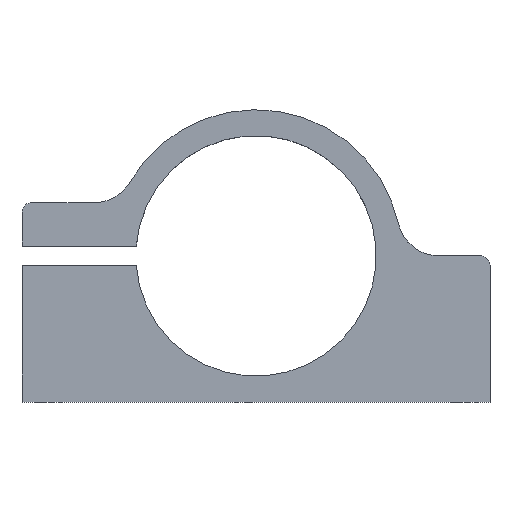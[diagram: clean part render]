
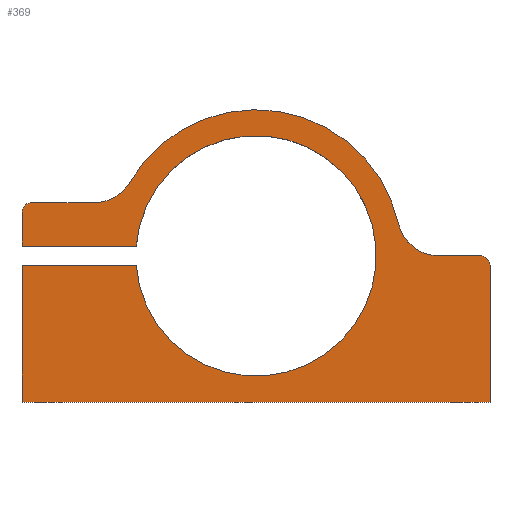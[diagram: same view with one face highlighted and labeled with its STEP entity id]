
A CAD part, top view. The second image highlights one B-rep face of the part: STEP entity #369.
In plain terms, the highlighted planar face has unit normal (0, 0, 1).
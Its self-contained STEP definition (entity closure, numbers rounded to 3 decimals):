
#30=PLANE('',#425);
#45=FACE_OUTER_BOUND('',#70,.T.);
#70=EDGE_LOOP('',(#316,#317,#318,#319,#320,#321,#322,#323,#324,#325,#326,
#327,#328,#329));
#80=LINE('',#573,#113);
#83=LINE('',#579,#116);
#88=LINE('',#590,#121);
#92=LINE('',#604,#125);
#98=LINE('',#617,#131);
#100=LINE('',#621,#133);
#103=LINE('',#627,#136);
#106=LINE('',#632,#139);
#113=VECTOR('',#467,1000.);
#116=VECTOR('',#472,1000.);
#121=VECTOR('',#479,1000.);
#125=VECTOR('',#491,1000.);
#131=VECTOR('',#499,1000.);
#133=VECTOR('',#503,1000.);
#136=VECTOR('',#508,1000.);
#139=VECTOR('',#513,1000.);
#148=CIRCLE('',#408,18.5);
#150=CIRCLE('',#414,22.48);
#155=CIRCLE('',#426,1.5);
#156=CIRCLE('',#427,1.5);
#157=CIRCLE('',#428,6.35);
#158=CIRCLE('',#429,6.35);
#167=VERTEX_POINT('',#566);
#168=VERTEX_POINT('',#568);
#169=VERTEX_POINT('',#572);
#171=VERTEX_POINT('',#578);
#175=VERTEX_POINT('',#587);
#176=VERTEX_POINT('',#589);
#179=VERTEX_POINT('',#596);
#180=VERTEX_POINT('',#598);
#181=VERTEX_POINT('',#602);
#182=VERTEX_POINT('',#603);
#187=VERTEX_POINT('',#614);
#188=VERTEX_POINT('',#616);
#189=VERTEX_POINT('',#620);
#191=VERTEX_POINT('',#626);
#204=EDGE_CURVE('',#167,#168,#148,.T.);
#206=EDGE_CURVE('',#168,#169,#80,.T.);
#209=EDGE_CURVE('',#169,#171,#83,.T.);
#214=EDGE_CURVE('',#175,#176,#88,.T.);
#218=EDGE_CURVE('',#180,#179,#150,.T.);
#220=EDGE_CURVE('',#181,#182,#92,.T.);
#226=EDGE_CURVE('',#188,#187,#98,.T.);
#228=EDGE_CURVE('',#189,#188,#100,.T.);
#231=EDGE_CURVE('',#191,#189,#103,.T.);
#234=EDGE_CURVE('',#167,#191,#106,.T.);
#240=EDGE_CURVE('',#175,#171,#155,.T.);
#241=EDGE_CURVE('',#187,#181,#156,.T.);
#242=EDGE_CURVE('',#182,#180,#157,.T.);
#243=EDGE_CURVE('',#179,#176,#158,.T.);
#316=ORIENTED_EDGE('',*,*,#214,.F.);
#317=ORIENTED_EDGE('',*,*,#240,.T.);
#318=ORIENTED_EDGE('',*,*,#209,.F.);
#319=ORIENTED_EDGE('',*,*,#206,.F.);
#320=ORIENTED_EDGE('',*,*,#204,.F.);
#321=ORIENTED_EDGE('',*,*,#234,.T.);
#322=ORIENTED_EDGE('',*,*,#231,.T.);
#323=ORIENTED_EDGE('',*,*,#228,.T.);
#324=ORIENTED_EDGE('',*,*,#226,.T.);
#325=ORIENTED_EDGE('',*,*,#241,.T.);
#326=ORIENTED_EDGE('',*,*,#220,.T.);
#327=ORIENTED_EDGE('',*,*,#242,.T.);
#328=ORIENTED_EDGE('',*,*,#218,.T.);
#329=ORIENTED_EDGE('',*,*,#243,.T.);
#369=ADVANCED_FACE('',(#45),#30,.T.);
#408=AXIS2_PLACEMENT_3D('',#569,#462,#463);
#414=AXIS2_PLACEMENT_3D('',#599,#486,#487);
#425=AXIS2_PLACEMENT_3D('',#639,#525,#526);
#426=AXIS2_PLACEMENT_3D('',#640,#527,#528);
#427=AXIS2_PLACEMENT_3D('',#641,#529,#530);
#428=AXIS2_PLACEMENT_3D('',#642,#531,#532);
#429=AXIS2_PLACEMENT_3D('',#643,#533,#534);
#462=DIRECTION('center_axis',(0.,0.,1.));
#463=DIRECTION('ref_axis',(1.,0.,0.));
#467=DIRECTION('',(-1.,0.,0.));
#472=DIRECTION('',(0.,1.,0.));
#479=DIRECTION('',(1.,0.,0.));
#486=DIRECTION('center_axis',(0.,0.,1.));
#487=DIRECTION('ref_axis',(1.,0.,0.));
#491=DIRECTION('',(-1.,0.,0.));
#499=DIRECTION('',(0.,1.,0.));
#503=DIRECTION('',(1.,0.,0.));
#508=DIRECTION('',(0.,-1.,0.));
#513=DIRECTION('',(-1.,0.,0.));
#525=DIRECTION('center_axis',(0.,0.,1.));
#526=DIRECTION('ref_axis',(1.,0.,0.));
#527=DIRECTION('center_axis',(0.,0.,1.));
#528=DIRECTION('ref_axis',(1.,0.,0.));
#529=DIRECTION('center_axis',(0.,0.,1.));
#530=DIRECTION('ref_axis',(1.,0.,0.));
#531=DIRECTION('center_axis',(0.,0.,-1.));
#532=DIRECTION('ref_axis',(1.,0.,0.));
#533=DIRECTION('center_axis',(0.,0.,-1.));
#534=DIRECTION('ref_axis',(1.,0.,0.));
#566=CARTESIAN_POINT('',(-7.298,-1.386,0.401));
#568=CARTESIAN_POINT('',(-7.298,1.614,0.401));
#569=CARTESIAN_POINT('Origin',(11.141,0.114,0.401));
#572=CARTESIAN_POINT('',(-24.859,1.614,0.401));
#573=CARTESIAN_POINT('',(-11.289,1.614,0.401));
#578=CARTESIAN_POINT('',(-24.859,6.805,0.401));
#579=CARTESIAN_POINT('',(-24.859,1.614,0.401));
#587=CARTESIAN_POINT('',(-23.359,8.305,0.401));
#589=CARTESIAN_POINT('',(-13.754,8.305,0.401));
#590=CARTESIAN_POINT('',(-24.859,8.305,0.401));
#596=CARTESIAN_POINT('',(-8.271,11.452,0.401));
#598=CARTESIAN_POINT('',(33.069,5.065,0.401));
#599=CARTESIAN_POINT('Origin',(11.141,0.114,0.401));
#602=CARTESIAN_POINT('',(45.641,0.114,0.401));
#603=CARTESIAN_POINT('',(39.263,0.114,0.401));
#604=CARTESIAN_POINT('',(47.141,0.114,0.401));
#614=CARTESIAN_POINT('',(47.141,-1.386,0.401));
#616=CARTESIAN_POINT('',(47.141,-22.386,0.401));
#617=CARTESIAN_POINT('',(47.141,-22.386,0.401));
#620=CARTESIAN_POINT('',(-24.859,-22.386,0.401));
#621=CARTESIAN_POINT('',(-24.859,-22.386,0.401));
#626=CARTESIAN_POINT('',(-24.859,-1.386,0.401));
#627=CARTESIAN_POINT('',(-24.859,-1.386,0.401));
#632=CARTESIAN_POINT('',(-11.289,-1.386,0.401));
#639=CARTESIAN_POINT('Origin',(11.141,0.114,0.401));
#640=CARTESIAN_POINT('Origin',(-23.359,6.805,0.401));
#641=CARTESIAN_POINT('Origin',(45.641,-1.386,0.401));
#642=CARTESIAN_POINT('Origin',(39.263,6.464,0.401));
#643=CARTESIAN_POINT('Origin',(-13.754,14.655,0.401));
